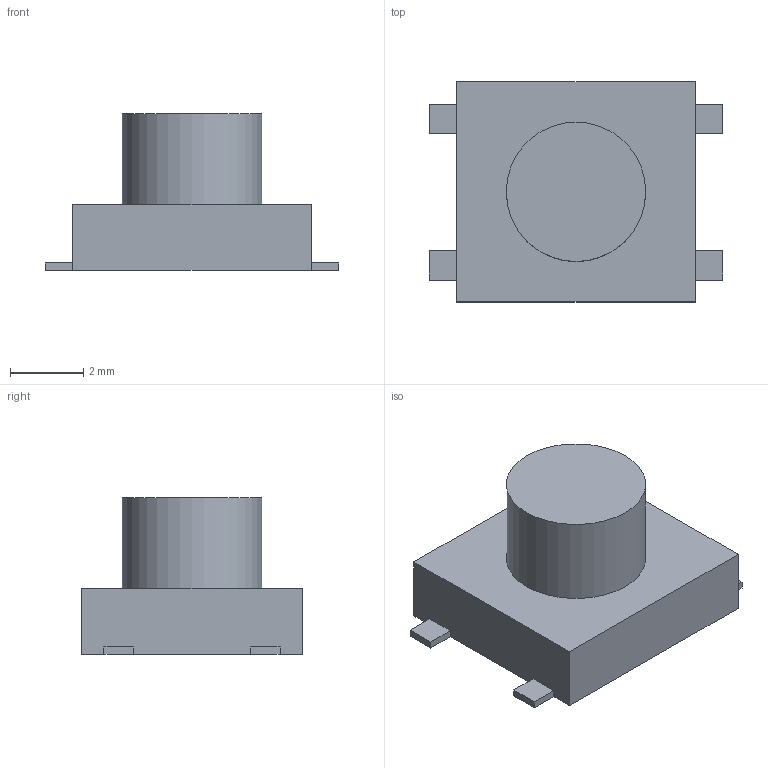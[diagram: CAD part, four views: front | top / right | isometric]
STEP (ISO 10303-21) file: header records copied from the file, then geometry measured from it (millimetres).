
FILE_DESCRIPTION(('FreeCAD Model'),'2;1');
FILE_NAME('Open CASCADE Shape Model','2025-02-13T22:27:37',(''),(''), 'Open CASCADE STEP processor 7.7','FreeCAD','Unknown');
FILE_SCHEMA(('AUTOMOTIVE_DESIGN { 1 0 10303 214 1 1 1 1 }'));
Length unit declared in the file: millimetre
Products named in the file (2): EVPBT3G4A000; Body002
Assembly tree (1 placements, depth 2):
  EVPBT3G4A000
    Body002
Bounding box: 8 x 6 x 4.27 mm (x, y, z)
Volume: 98.7 mm3; surface area: 158.5 mm2
Topology: 1 solids, 1 shells, 24 faces, 63 edges, 42 vertices
Faces by surface type: plane 23, cylinder 1
Full cylindrical faces by diameter (mm): 3.8 x1
Entity records: 769 total; most frequent: CARTESIAN_POINT 131, ORIENTED_EDGE 126, DIRECTION 117, EDGE_CURVE 63, LINE 61, VECTOR 61, VERTEX_POINT 42, AXIS2_PLACEMENT_3D 28
